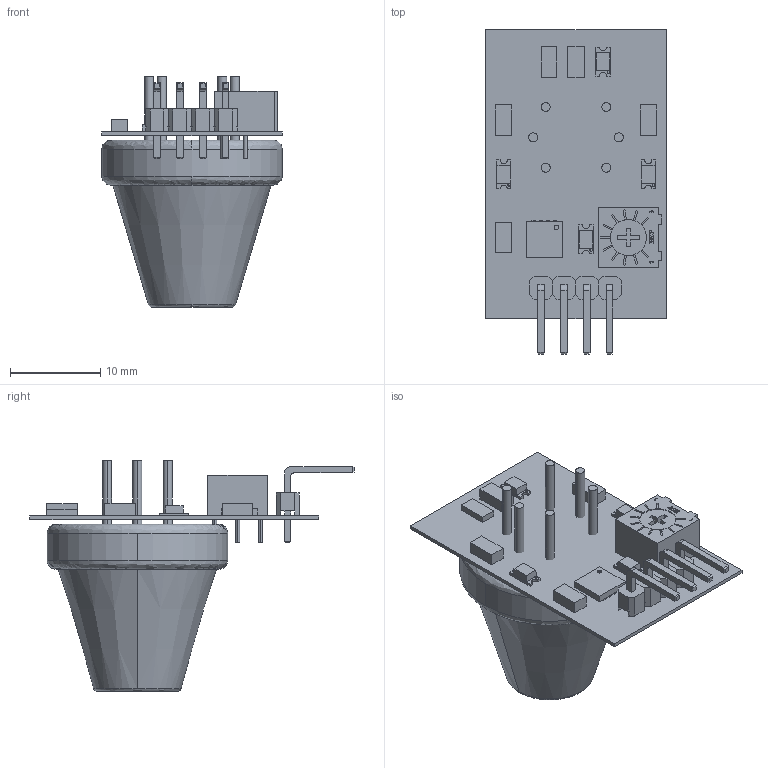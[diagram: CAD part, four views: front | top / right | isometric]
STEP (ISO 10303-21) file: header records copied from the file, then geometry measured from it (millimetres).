
FILE_DESCRIPTION (( 'STEP AP214' ), '1' );
FILE_NAME ('User Library-Sensor MQ-4.STEP', '2021-01-10T16:54:36', ( '' ), ( '' ), 'SwSTEP 2.0', 'SolidWorks 2020', '' );
FILE_SCHEMA (( 'AUTOMOTIVE_DESIGN' ));
Length unit declared in the file: millimetre
Products named in the file (40): Open_CASCADE_STEP_translator_6.8_13.2.1; User Library-Sensor MQ-4; 715151240; Pin_Shape; Designator15; Designator9; Extruded_2; Designator16; Designator3; Designator11; Open_CASCADE_STEP_translator_6.8_13.4.1; User_Library-PLS-4R_gold; Designator1; MQ-4_sensor; Body; Designator10; Designator14; User_Library-R_3362P; Designator17; Designator4; Designator13; Extruded; Designator7; User_Library-FYLS-1206; Thermal_Shape; Open_CASCADE_STEP_translator_6.8_13.1; 714850656; Board; Designator8; 715151376
Assembly tree (52 placements, depth 5):
  User Library-Sensor MQ-4
    Board
    Designator1
      User_Library-PLS-4R_gold
    Designator3
      715151376
        Extruded
    Designator4
      715151240
        Extruded_2
    Designator7
      User_Library-FYLS-1206
    Designator8
      User_Library-FYLS-1206
    Designator9
      715151240
        Extruded_2
    Designator10
      715151240
        Extruded_2
    Designator11
      715151240
        Extruded_2
    Designator13
      User_Library-FYLS-1206
    Designator14
      User_Library-FYLS-1206
    Designator15
      User_Library-R_3362P
    Designator16
      714850656
        Open_CASCADE_STEP_translator_6.8_13.1
        Body
          Open_CASCADE_STEP_translator_6.8_13.2.1
        Thermal_Shape
        Pin_Shape
          Open_CASCADE_STEP_translator_6.8_13.4.1
        Pin_Shape
          Open_CASCADE_STEP_translator_6.8_13.4.1
        Pin_Shape
          Open_CASCADE_STEP_translator_6.8_13.4.1
        Pin_Shape
          Open_CASCADE_STEP_translator_6.8_13.4.1
        Pin_Shape
          Open_CASCADE_STEP_translator_6.8_13.4.1
        Pin_Shape
          Open_CASCADE_STEP_translator_6.8_13.4.1
        Pin_Shape
          Open_CASCADE_STEP_translator_6.8_13.4.1
        Pin_Shape
          Open_CASCADE_STEP_translator_6.8_13.4.1
    Designator17
      MQ-4_sensor
Bounding box: 20 x 35.9 x 25.5 mm (x, y, z)
Volume: 2778.6 mm3; surface area: 4389.7 mm2
Topology: 34 solids, 36 shells, 809 faces, 2026 edges, 1330 vertices
Faces by surface type: plane 699, cylinder 100, bspline 6, cone 4
Entity records: 28726 total; most frequent: CARTESIAN_POINT 4241, ORIENTED_EDGE 3402, DIRECTION 3152, EDGE_CURVE 1702, LINE 1398, VECTOR 1398, VERTEX_POINT 1118, AXIS2_PLACEMENT_3D 877
